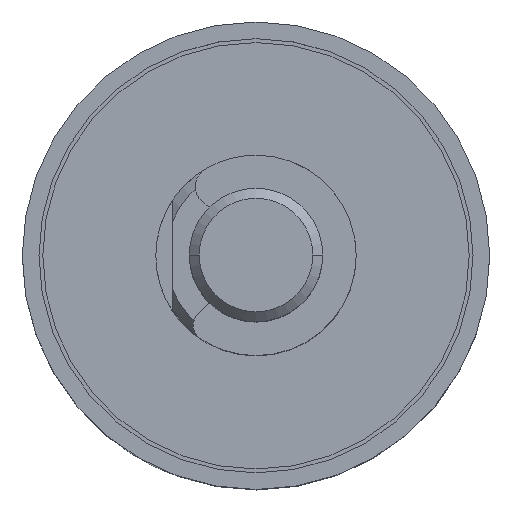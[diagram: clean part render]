
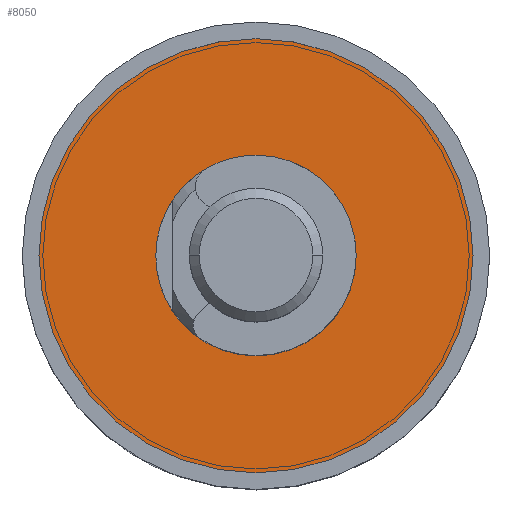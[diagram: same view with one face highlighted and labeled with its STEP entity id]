
A CAD part, top view. The second image highlights one B-rep face of the part: STEP entity #8050.
In plain terms, the highlighted planar face has unit normal (0, 0, 1).
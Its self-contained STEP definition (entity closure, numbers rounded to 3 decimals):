
#74 = ORIENTED_EDGE ( 'NONE', *, *, #2425, .T. ) ;
#222 = ORIENTED_EDGE ( 'NONE', *, *, #5084, .T. ) ;
#307 = FACE_OUTER_BOUND ( 'NONE', #10344, .T. ) ;
#562 = AXIS2_PLACEMENT_3D ( 'NONE', #5587, #5482, #6599 ) ;
#620 = CIRCLE ( 'NONE', #2099, 3. ) ;
#781 = DIRECTION ( 'NONE',  ( -1., 0., 0. ) ) ;
#1406 = AXIS2_PLACEMENT_3D ( 'NONE', #1768, #3280, #3387 ) ;
#1497 = EDGE_CURVE ( 'NONE', #5228, #2077, #620, .T. ) ;
#1768 = CARTESIAN_POINT ( 'NONE',  ( 0., 0., 0.5 ) ) ;
#1888 = CARTESIAN_POINT ( 'NONE',  ( 0., 0., 0.5 ) ) ;
#2077 = VERTEX_POINT ( 'NONE', #10263 ) ;
#2099 = AXIS2_PLACEMENT_3D ( 'NONE', #7972, #10451, #9622 ) ;
#2425 = EDGE_CURVE ( 'NONE', #3102, #7373, #5382, .T. ) ;
#2966 = EDGE_LOOP ( 'NONE', ( #222, #10001 ) ) ;
#3102 = VERTEX_POINT ( 'NONE', #8327 ) ;
#3280 = DIRECTION ( 'NONE',  ( 0., 0., 1. ) ) ;
#3387 = DIRECTION ( 'NONE',  ( 1., 0., 0. ) ) ;
#4272 = AXIS2_PLACEMENT_3D ( 'NONE', #1888, #8920, #781 ) ;
#5084 = EDGE_CURVE ( 'NONE', #2077, #5228, #5252, .T. ) ;
#5228 = VERTEX_POINT ( 'NONE', #5871 ) ;
#5252 = CIRCLE ( 'NONE', #4272, 3. ) ;
#5382 = CIRCLE ( 'NONE', #562, 6.5 ) ;
#5482 = DIRECTION ( 'NONE',  ( 0., 0., 1. ) ) ;
#5587 = CARTESIAN_POINT ( 'NONE',  ( 0., 0., 0.5 ) ) ;
#5589 = FACE_BOUND ( 'NONE', #2966, .T. ) ;
#5859 = DIRECTION ( 'NONE',  ( 1., 0., 0. ) ) ;
#5871 = CARTESIAN_POINT ( 'NONE',  ( 3., 0., 0.5 ) ) ;
#6599 = DIRECTION ( 'NONE',  ( 1., 0., 0. ) ) ;
#6676 = CARTESIAN_POINT ( 'NONE',  ( -6.5, 0., 0.5 ) ) ;
#6801 = AXIS2_PLACEMENT_3D ( 'NONE', #9144, #8360, #5859 ) ;
#7373 = VERTEX_POINT ( 'NONE', #6676 ) ;
#7534 = PLANE ( 'NONE',  #6801 ) ;
#7972 = CARTESIAN_POINT ( 'NONE',  ( 0., 0., 0.5 ) ) ;
#8050 = ADVANCED_FACE ( 'NONE', ( #5589, #307 ), #7534, .T. ) ;
#8327 = CARTESIAN_POINT ( 'NONE',  ( 6.5, 0., 0.5 ) ) ;
#8360 = DIRECTION ( 'NONE',  ( 0., 0., 1. ) ) ;
#8676 = ORIENTED_EDGE ( 'NONE', *, *, #9926, .T. ) ;
#8920 = DIRECTION ( 'NONE',  ( 0., 0., -1. ) ) ;
#9144 = CARTESIAN_POINT ( 'NONE',  ( 3., 0., 0.5 ) ) ;
#9506 = CIRCLE ( 'NONE', #1406, 6.5 ) ;
#9622 = DIRECTION ( 'NONE',  ( -1., 0., 0. ) ) ;
#9926 = EDGE_CURVE ( 'NONE', #7373, #3102, #9506, .T. ) ;
#10001 = ORIENTED_EDGE ( 'NONE', *, *, #1497, .T. ) ;
#10263 = CARTESIAN_POINT ( 'NONE',  ( -3., 0., 0.5 ) ) ;
#10344 = EDGE_LOOP ( 'NONE', ( #74, #8676 ) ) ;
#10451 = DIRECTION ( 'NONE',  ( 0., 0., -1. ) ) ;
